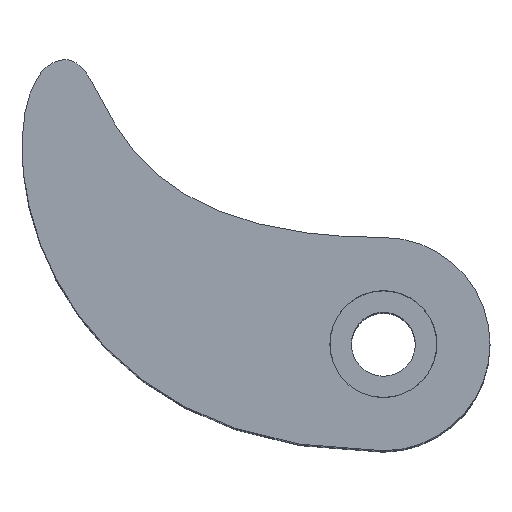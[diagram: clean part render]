
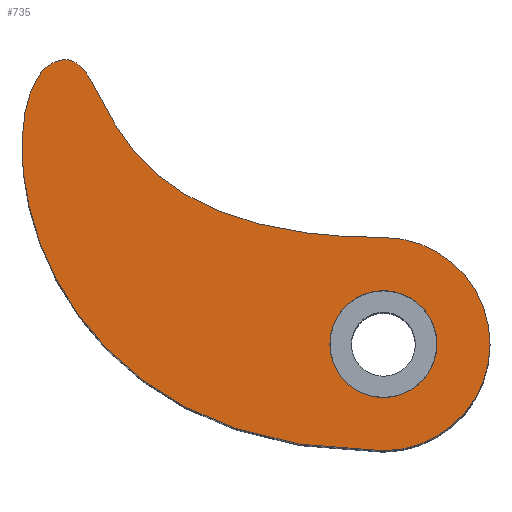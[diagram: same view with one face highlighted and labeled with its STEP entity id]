
A CAD part, top view. The second image highlights one B-rep face of the part: STEP entity #735.
In plain terms, the highlighted planar face has unit normal (0, 0, 1).
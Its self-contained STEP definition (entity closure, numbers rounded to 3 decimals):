
#31 = CARTESIAN_POINT ( 'NONE',  ( -7.525, 0., 0. ) ) ;
#92 = ORIENTED_EDGE ( 'NONE', *, *, #740, .F. ) ;
#100 = DIRECTION ( 'NONE',  ( 0., 0., -1. ) ) ;
#111 = CARTESIAN_POINT ( 'NONE',  ( 7.525, 0., 0. ) ) ;
#119 = EDGE_CURVE ( 'NONE', #564, #235, #818, .T. ) ;
#133 = CARTESIAN_POINT ( 'NONE',  ( 0., -15., 0. ) ) ;
#135 = FACE_BOUND ( 'NONE', #251, .T. ) ;
#137 = DIRECTION ( 'NONE',  ( 0., 0., -1. ) ) ;
#147 = CARTESIAN_POINT ( 'NONE',  ( -57.091, 37.417, 0. ) ) ;
#149 = ORIENTED_EDGE ( 'NONE', *, *, #119, .T. ) ;
#154 = CIRCLE ( 'NONE', #730, 15. ) ;
#198 = DIRECTION ( 'NONE',  ( -1., 0., 0. ) ) ;
#207 = AXIS2_PLACEMENT_3D ( 'NONE', #852, #100, #385 ) ;
#211 = DIRECTION ( 'NONE',  ( 0., 0., -1. ) ) ;
#214 = EDGE_CURVE ( 'NONE', #235, #564, #391, .T. ) ;
#235 = VERTEX_POINT ( 'NONE', #31 ) ;
#251 = EDGE_LOOP ( 'NONE', ( #718, #149 ) ) ;
#285 = FACE_OUTER_BOUND ( 'NONE', #702, .T. ) ;
#290 = EDGE_CURVE ( 'NONE', #785, #836, #154, .T. ) ;
#291 = DIRECTION ( 'NONE',  ( 1., 0., 0. ) ) ;
#319 = AXIS2_PLACEMENT_3D ( 'NONE', #919, #211, #291 ) ;
#385 = DIRECTION ( 'NONE',  ( -1., 0., 0. ) ) ;
#391 = CIRCLE ( 'NONE', #207, 7.525 ) ;
#417 = CARTESIAN_POINT ( 'NONE',  ( -49.577, -15., 0. ) ) ;
#429 = CARTESIAN_POINT ( 'NONE',  ( -38.408, 15., 0. ) ) ;
#564 = VERTEX_POINT ( 'NONE', #111 ) ;
#576 = CARTESIAN_POINT ( 'NONE',  ( 0., -15., 0. ) ) ;
#589 = ORIENTED_EDGE ( 'NONE', *, *, #290, .T. ) ;
#620 = CARTESIAN_POINT ( 'NONE',  ( 0., 15., 0. ) ) ;
#683 = AXIS2_PLACEMENT_3D ( 'NONE', #780, #137, #198 ) ;
#702 = EDGE_LOOP ( 'NONE', ( #92, #589 ) ) ;
#718 = ORIENTED_EDGE ( 'NONE', *, *, #214, .T. ) ;
#721 = CARTESIAN_POINT ( 'NONE',  ( 0., 15., 0. ) ) ;
#730 = AXIS2_PLACEMENT_3D ( 'NONE', #731, #813, #800 ) ;
#731 = CARTESIAN_POINT ( 'NONE',  ( 0., 0., 0. ) ) ;
#735 = ADVANCED_FACE ( 'NONE', ( #135, #285 ), #860, .F. ) ;
#740 = EDGE_CURVE ( 'NONE', #785, #836, #879, .T. ) ;
#780 = CARTESIAN_POINT ( 'NONE',  ( 0., 0., 0. ) ) ;
#785 = VERTEX_POINT ( 'NONE', #576 ) ;
#788 = CARTESIAN_POINT ( 'NONE',  ( -37.826, 42.133, 0. ) ) ;
#800 = DIRECTION ( 'NONE',  ( 1., 0., 0. ) ) ;
#813 = DIRECTION ( 'NONE',  ( 0., 0., 1. ) ) ;
#818 = CIRCLE ( 'NONE', #683, 7.525 ) ;
#836 = VERTEX_POINT ( 'NONE', #721 ) ;
#852 = CARTESIAN_POINT ( 'NONE',  ( 0., 0., 0. ) ) ;
#860 = PLANE ( 'NONE',  #319 ) ;
#879 = B_SPLINE_CURVE_WITH_KNOTS ( 'NONE', 3,
 ( #133, #417, #147, #788, #429, #620 ),
 .UNSPECIFIED., .F., .F.,
 ( 4, 1, 1, 4 ),
 ( 0., 0.549, 0.649, 1. ),
 .UNSPECIFIED. ) ;
#919 = CARTESIAN_POINT ( 'NONE',  ( -49.732, 35.184, 0. ) ) ;
